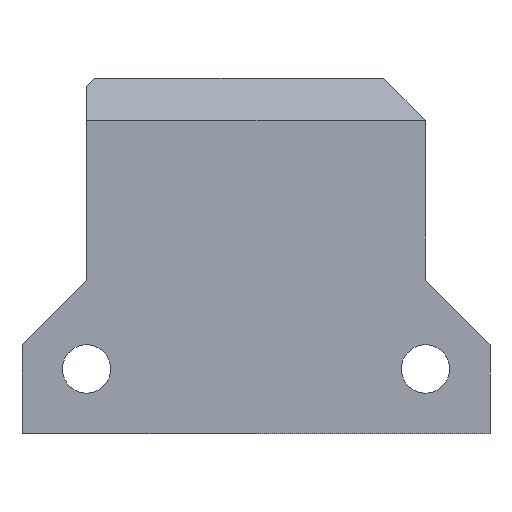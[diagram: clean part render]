
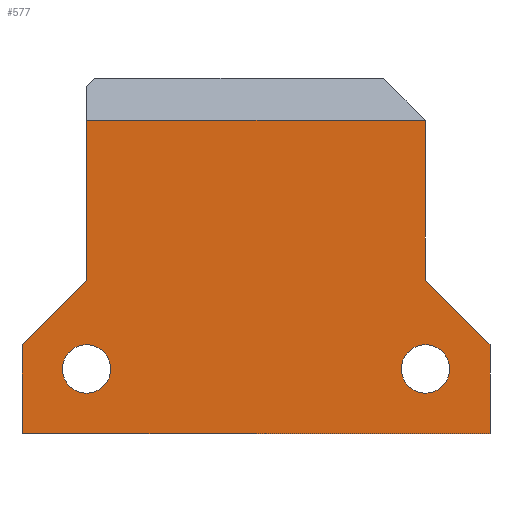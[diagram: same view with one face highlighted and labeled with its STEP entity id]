
A CAD part, front view. The second image highlights one B-rep face of the part: STEP entity #577.
In plain terms, the highlighted planar face has unit normal (0, -1, 0).
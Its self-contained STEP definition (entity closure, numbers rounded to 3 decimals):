
#386=CARTESIAN_POINT('Axis2P3D Location',(10.5,0.,-18.)) ;
#390=CARTESIAN_POINT('Vertex',(11.816,0.,-17.281)) ;
#392=CARTESIAN_POINT('Vertex',(9.184,0.,-18.719)) ;
#412=CARTESIAN_POINT('Axis2P3D Location',(10.5,0.,-18.)) ;
#429=CARTESIAN_POINT('Axis2P3D Location',(-10.5,0.,-18.)) ;
#433=CARTESIAN_POINT('Vertex',(-11.816,0.,-18.719)) ;
#435=CARTESIAN_POINT('Vertex',(-9.184,0.,-17.281)) ;
#455=CARTESIAN_POINT('Axis2P3D Location',(-10.5,0.,-18.)) ;
#498=CARTESIAN_POINT('Axis2P3D Location',(0.,0.,0.)) ;
#503=CARTESIAN_POINT('Line Origine',(0.,0.,-2.6)) ;
#507=CARTESIAN_POINT('Vertex',(-10.5,0.,-2.6)) ;
#509=CARTESIAN_POINT('Vertex',(10.5,0.,-2.6)) ;
#512=CARTESIAN_POINT('Line Origine',(-10.5,0.,-7.55)) ;
#516=CARTESIAN_POINT('Vertex',(-10.5,0.,-12.5)) ;
#519=CARTESIAN_POINT('Line Origine',(-12.5,0.,-14.5)) ;
#523=CARTESIAN_POINT('Vertex',(-14.5,0.,-16.5)) ;
#526=CARTESIAN_POINT('Line Origine',(-14.5,0.,-19.25)) ;
#530=CARTESIAN_POINT('Vertex',(-14.5,0.,-22.)) ;
#533=CARTESIAN_POINT('Line Origine',(0.,0.,-22.)) ;
#537=CARTESIAN_POINT('Vertex',(14.5,0.,-22.)) ;
#540=CARTESIAN_POINT('Line Origine',(14.5,0.,-19.25)) ;
#544=CARTESIAN_POINT('Vertex',(14.5,0.,-16.5)) ;
#547=CARTESIAN_POINT('Line Origine',(12.5,0.,-14.5)) ;
#551=CARTESIAN_POINT('Vertex',(10.5,0.,-12.5)) ;
#554=CARTESIAN_POINT('Line Origine',(10.5,0.,-7.55)) ;
#387=DIRECTION('Axis2P3D Direction',(0.,-1.,0.)) ;
#413=DIRECTION('Axis2P3D Direction',(0.,-1.,0.)) ;
#430=DIRECTION('Axis2P3D Direction',(0.,-1.,0.)) ;
#456=DIRECTION('Axis2P3D Direction',(0.,-1.,0.)) ;
#499=DIRECTION('Axis2P3D Direction',(-0.,1.,0.)) ;
#500=DIRECTION('Axis2P3D XDirection',(1.,0.,0.)) ;
#504=DIRECTION('Vector Direction',(1.,0.,0.)) ;
#513=DIRECTION('Vector Direction',(0.,0.,1.)) ;
#520=DIRECTION('Vector Direction',(0.707,0.,0.707)) ;
#527=DIRECTION('Vector Direction',(0.,0.,1.)) ;
#534=DIRECTION('Vector Direction',(-1.,0.,0.)) ;
#541=DIRECTION('Vector Direction',(0.,0.,-1.)) ;
#548=DIRECTION('Vector Direction',(0.707,0.,-0.707)) ;
#555=DIRECTION('Vector Direction',(0.,0.,-1.)) ;
#388=AXIS2_PLACEMENT_3D('Circle Axis2P3D',#386,#387,$) ;
#414=AXIS2_PLACEMENT_3D('Circle Axis2P3D',#412,#413,$) ;
#431=AXIS2_PLACEMENT_3D('Circle Axis2P3D',#429,#430,$) ;
#457=AXIS2_PLACEMENT_3D('Circle Axis2P3D',#455,#456,$) ;
#501=AXIS2_PLACEMENT_3D('Plane Axis2P3D',#498,#499,#500) ;
#560=ORIENTED_EDGE('',*,*,#511,.F.) ;
#561=ORIENTED_EDGE('',*,*,#518,.F.) ;
#562=ORIENTED_EDGE('',*,*,#525,.F.) ;
#563=ORIENTED_EDGE('',*,*,#532,.F.) ;
#564=ORIENTED_EDGE('',*,*,#539,.F.) ;
#565=ORIENTED_EDGE('',*,*,#546,.F.) ;
#566=ORIENTED_EDGE('',*,*,#553,.F.) ;
#567=ORIENTED_EDGE('',*,*,#558,.F.) ;
#570=ORIENTED_EDGE('',*,*,#416,.T.) ;
#571=ORIENTED_EDGE('',*,*,#394,.T.) ;
#574=ORIENTED_EDGE('',*,*,#459,.T.) ;
#575=ORIENTED_EDGE('',*,*,#437,.T.) ;
#572=FACE_BOUND('',#569,.T.) ;
#576=FACE_BOUND('',#573,.T.) ;
#505=VECTOR('Line Direction',#504,1.) ;
#514=VECTOR('Line Direction',#513,1.) ;
#521=VECTOR('Line Direction',#520,1.) ;
#528=VECTOR('Line Direction',#527,1.) ;
#535=VECTOR('Line Direction',#534,1.) ;
#542=VECTOR('Line Direction',#541,1.) ;
#549=VECTOR('Line Direction',#548,1.) ;
#556=VECTOR('Line Direction',#555,1.) ;
#577=ADVANCED_FACE('Corps principal',(#568,#572,#576),#502,.F.) ;
#389=CIRCLE('generated circle',#388,1.5) ;
#415=CIRCLE('generated circle',#414,1.5) ;
#432=CIRCLE('generated circle',#431,1.5) ;
#458=CIRCLE('generated circle',#457,1.5) ;
#394=EDGE_CURVE('',#391,#393,#389,.F.) ;
#416=EDGE_CURVE('',#393,#391,#415,.F.) ;
#437=EDGE_CURVE('',#434,#436,#432,.F.) ;
#459=EDGE_CURVE('',#436,#434,#458,.F.) ;
#511=EDGE_CURVE('',#508,#510,#506,.T.) ;
#518=EDGE_CURVE('',#517,#508,#515,.T.) ;
#525=EDGE_CURVE('',#524,#517,#522,.T.) ;
#532=EDGE_CURVE('',#531,#524,#529,.T.) ;
#539=EDGE_CURVE('',#538,#531,#536,.T.) ;
#546=EDGE_CURVE('',#545,#538,#543,.T.) ;
#553=EDGE_CURVE('',#552,#545,#550,.T.) ;
#558=EDGE_CURVE('',#510,#552,#557,.T.) ;
#559=EDGE_LOOP('',(#560,#561,#562,#563,#564,#565,#566,#567)) ;
#569=EDGE_LOOP('',(#570,#571)) ;
#573=EDGE_LOOP('',(#574,#575)) ;
#568=FACE_OUTER_BOUND('',#559,.T.) ;
#506=LINE('Line',#503,#505) ;
#515=LINE('Line',#512,#514) ;
#522=LINE('Line',#519,#521) ;
#529=LINE('Line',#526,#528) ;
#536=LINE('Line',#533,#535) ;
#543=LINE('Line',#540,#542) ;
#550=LINE('Line',#547,#549) ;
#557=LINE('Line',#554,#556) ;
#502=PLANE('Plane',#501) ;
#391=VERTEX_POINT('',#390) ;
#393=VERTEX_POINT('',#392) ;
#434=VERTEX_POINT('',#433) ;
#436=VERTEX_POINT('',#435) ;
#508=VERTEX_POINT('',#507) ;
#510=VERTEX_POINT('',#509) ;
#517=VERTEX_POINT('',#516) ;
#524=VERTEX_POINT('',#523) ;
#531=VERTEX_POINT('',#530) ;
#538=VERTEX_POINT('',#537) ;
#545=VERTEX_POINT('',#544) ;
#552=VERTEX_POINT('',#551) ;
